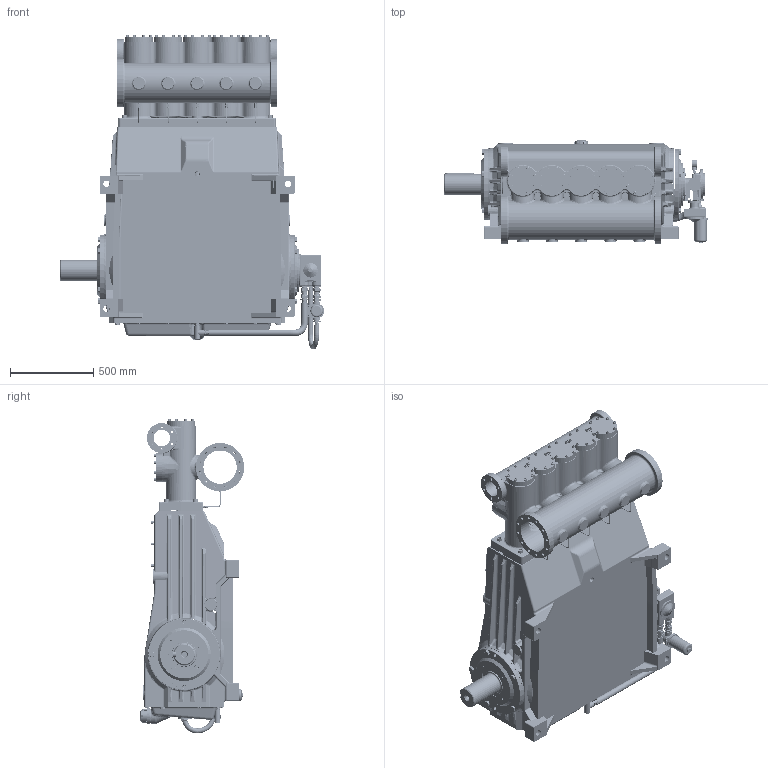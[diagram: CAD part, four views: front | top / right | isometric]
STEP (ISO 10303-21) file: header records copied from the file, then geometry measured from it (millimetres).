
FILE_DESCRIPTION (( 'STEP AP203' ), '1' );
FILE_NAME ('PP13007.STEP', '2016-04-28T15:45:35', ( 'IT' ), ( 'Microsoft' ), 'SwSTEP 2.0', 'SolidWorks 2016', '' );
FILE_SCHEMA (( 'CONFIG_CONTROL_DESIGN' ));
Products named in the file (1): PP13007
Bounding box: 1587.5 x 627.5 x 1892.09 mm (x, y, z)
Surface area: 12136005.9 mm2 (no closed solid volume)
Topology: 0 solids, 500 shells, 4425 faces, 22095 edges, 17720 vertices
Faces by surface type: plane 1721, cylinder 1315, cone 535, bspline 510, torus 228, sphere 116
Entity records: 295257 total; most frequent: CARTESIAN_POINT 136369, ORIENTED_EDGE 29895, DIRECTION 28348, EDGE_CURVE 22003, VERTEX_POINT 17710, VECTOR 9746, LINE 9746, AXIS2_PLACEMENT_3D 9301
